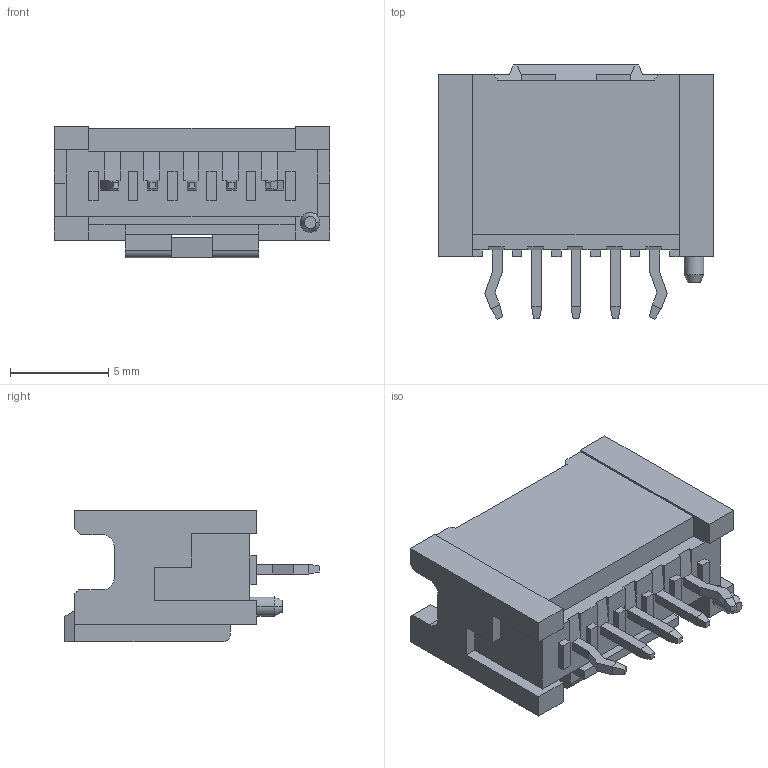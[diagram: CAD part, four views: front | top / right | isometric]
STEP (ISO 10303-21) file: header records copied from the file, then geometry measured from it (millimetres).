
FILE_DESCRIPTION((''),'2;1');
FILE_NAME('559320510','2013-09-16T',('gga'),(''),'PRO/ENGINEER BY PARAMETRIC TECHNOLOGY CORPORATION, 2012230','PRO/ENGINEER BY PARAMETRIC TECHNOLOGY CORPORATION, 2012230','');
FILE_SCHEMA(('CONFIG_CONTROL_DESIGN'));
Length unit declared in the file: millimetre
Products named in the file (1): 559320510
Bounding box: 14 x 12.91 x 6.7 mm (x, y, z)
Volume: 339.9 mm3; surface area: 889.6 mm2
Topology: 1 solids, 1 shells, 316 faces, 830 edges, 525 vertices
Faces by surface type: plane 288, cylinder 16, cone 10, bspline 2
Entity records: 9657 total; most frequent: CARTESIAN_POINT 1874, ORIENTED_EDGE 1660, DIRECTION 1480, EDGE_CURVE 830, VECTOR 772, LINE 772, VERTEX_POINT 525, AXIS2_PLACEMENT_3D 354
